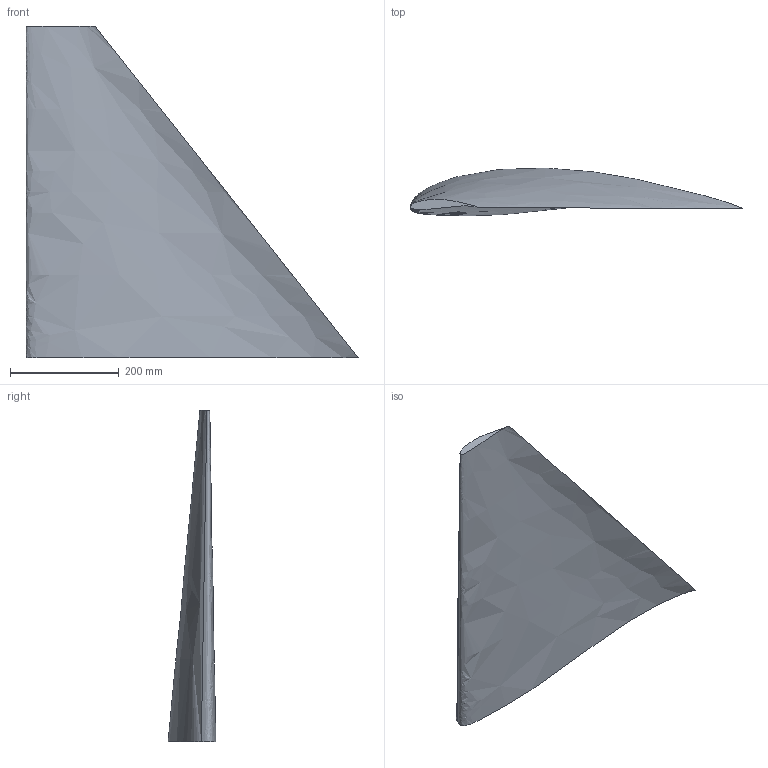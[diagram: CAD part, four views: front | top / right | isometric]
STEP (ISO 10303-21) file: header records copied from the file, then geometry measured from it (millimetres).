
FILE_DESCRIPTION (( 'STEP AP203' ), '1' );
FILE_NAME ('Airfoil swept wing fx63137-il.STEP', '2023-10-31T22:12:17', ( '' ), ( '' ), 'SwSTEP 2.0', 'SolidWorks 2023', '' );
FILE_SCHEMA (( 'CONFIG_CONTROL_DESIGN' ));
Length unit declared in the file: inch
Products named in the file (1): Airfoil swept wing fx63137-il
Bounding box: 609.78 x 87.78 x 609.6 mm (x, y, z)
Volume: 8131199 mm3; surface area: 499455.1 mm2
Topology: 1 solids, 1 shells, 4 faces, 6 edges, 4 vertices
Faces by surface type: bspline 2, plane 2
Entity records: 749 total; most frequent: CARTESIAN_POINT 613, ORIENTED_EDGE 12, PERSON_AND_ORGANIZATION 8, EDGE_CURVE 6, B_SPLINE_CURVE_WITH_KNOTS 6, DIRECTION 6, DATE_AND_TIME 5, PERSON_AND_ORGANIZATION_ROLE 5
